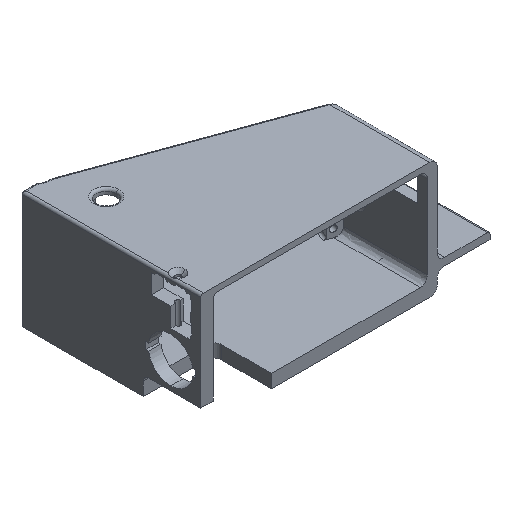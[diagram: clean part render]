
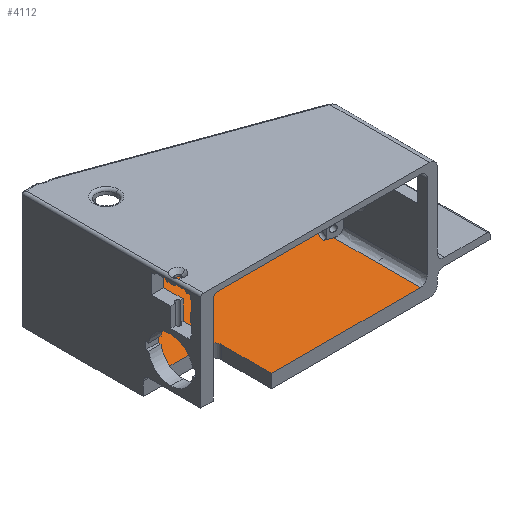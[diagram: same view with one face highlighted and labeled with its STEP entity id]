
A CAD part, isometric view. The second image highlights one B-rep face of the part: STEP entity #4112.
In plain terms, the highlighted planar face has unit normal (0, 0, 1).
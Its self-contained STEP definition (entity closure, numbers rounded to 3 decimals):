
#22 = ORIENTED_EDGE ( 'NONE', *, *, #3713, .F. ) ;
#94 = VERTEX_POINT ( 'NONE', #9334 ) ;
#98 = DIRECTION ( 'NONE',  ( 0.342, 0.94, 0. ) ) ;
#109 = EDGE_CURVE ( 'NONE', #10901, #13446, #5771, .T. ) ;
#217 = EDGE_CURVE ( 'NONE', #6517, #9021, #6206, .T. ) ;
#423 = VERTEX_POINT ( 'NONE', #13342 ) ;
#749 = VERTEX_POINT ( 'NONE', #4962 ) ;
#822 = ORIENTED_EDGE ( 'NONE', *, *, #5126, .T. ) ;
#1065 = ORIENTED_EDGE ( 'NONE', *, *, #109, .T. ) ;
#1071 = VECTOR ( 'NONE', #10780, 1000. ) ;
#1108 = EDGE_CURVE ( 'NONE', #9733, #8781, #6286, .T. ) ;
#1408 = ORIENTED_EDGE ( 'NONE', *, *, #217, .T. ) ;
#1531 = VECTOR ( 'NONE', #2334, 1000. ) ;
#1537 = FACE_OUTER_BOUND ( 'NONE', #2315, .T. ) ;
#2230 = EDGE_CURVE ( 'NONE', #749, #7666, #2306, .T. ) ;
#2306 = LINE ( 'NONE', #2523, #1071 ) ;
#2315 = EDGE_LOOP ( 'NONE', ( #11428, #6827, #3493, #9918, #13463, #4573, #4593, #1065, #822, #1408, #3510, #10382, #22, #3338, #6204 ) ) ;
#2334 = DIRECTION ( 'NONE',  ( -0.94, 0.342, 0. ) ) ;
#2523 = CARTESIAN_POINT ( 'NONE',  ( 0., 21.5, 5.35 ) ) ;
#2916 = CARTESIAN_POINT ( 'NONE',  ( 22.607, 62.113, 5.35 ) ) ;
#3001 = DIRECTION ( 'NONE',  ( 0., 0., -1. ) ) ;
#3338 = ORIENTED_EDGE ( 'NONE', *, *, #9428, .T. ) ;
#3385 = CARTESIAN_POINT ( 'NONE',  ( 15.545, 62.278, 5.35 ) ) ;
#3493 = ORIENTED_EDGE ( 'NONE', *, *, #2230, .F. ) ;
#3509 = EDGE_CURVE ( 'NONE', #3953, #749, #9371, .T. ) ;
#3510 = ORIENTED_EDGE ( 'NONE', *, *, #9790, .F. ) ;
#3713 = EDGE_CURVE ( 'NONE', #423, #9733, #9831, .T. ) ;
#3817 = VECTOR ( 'NONE', #10658, 1000. ) ;
#3938 = CIRCLE ( 'NONE', #11334, 4. ) ;
#3953 = VERTEX_POINT ( 'NONE', #4609 ) ;
#4112 = ADVANCED_FACE ( 'NONE', ( #1537 ), #8609, .F. ) ;
#4144 = VECTOR ( 'NONE', #9690, 1000. ) ;
#4205 = VECTOR ( 'NONE', #6438, 1000. ) ;
#4543 = EDGE_CURVE ( 'NONE', #14068, #7666, #13764, .T. ) ;
#4573 = ORIENTED_EDGE ( 'NONE', *, *, #7395, .F. ) ;
#4593 = ORIENTED_EDGE ( 'NONE', *, *, #7413, .T. ) ;
#4609 = CARTESIAN_POINT ( 'NONE',  ( 23.5, 18.5, 5.35 ) ) ;
#4857 = LINE ( 'NONE', #14024, #14128 ) ;
#4962 = CARTESIAN_POINT ( 'NONE',  ( 20.5, 21.5, 5.35 ) ) ;
#5000 = AXIS2_PLACEMENT_3D ( 'NONE', #14222, #6094, #7353 ) ;
#5082 = DIRECTION ( 'NONE',  ( -1., 0., 0. ) ) ;
#5126 = EDGE_CURVE ( 'NONE', #13446, #6517, #7310, .T. ) ;
#5476 = AXIS2_PLACEMENT_3D ( 'NONE', #10695, #9356, #6089 ) ;
#5645 = CARTESIAN_POINT ( 'NONE',  ( 83.384, 33.181, 5.35 ) ) ;
#5771 = LINE ( 'NONE', #13822, #1531 ) ;
#5881 = CARTESIAN_POINT ( 'NONE',  ( 83.384, -1.6, 5.35 ) ) ;
#6089 = DIRECTION ( 'NONE',  ( -1., 0., 0. ) ) ;
#6094 = DIRECTION ( 'NONE',  ( 0., 0., -1. ) ) ;
#6204 = ORIENTED_EDGE ( 'NONE', *, *, #10099, .T. ) ;
#6206 = LINE ( 'NONE', #2916, #4144 ) ;
#6286 = LINE ( 'NONE', #6560, #9589 ) ;
#6438 = DIRECTION ( 'NONE',  ( 0., -1., 0. ) ) ;
#6517 = VERTEX_POINT ( 'NONE', #14155 ) ;
#6560 = CARTESIAN_POINT ( 'NONE',  ( 21.834, 59.989, 5.35 ) ) ;
#6744 = DIRECTION ( 'NONE',  ( 0.342, 0.94, 0. ) ) ;
#6827 = ORIENTED_EDGE ( 'NONE', *, *, #4543, .T. ) ;
#6893 = CARTESIAN_POINT ( 'NONE',  ( 83.384, -1.6, 5.35 ) ) ;
#6991 = DIRECTION ( 'NONE',  ( -1., 0., 0. ) ) ;
#7188 = CARTESIAN_POINT ( 'NONE',  ( 15.545, 62.278, 5.35 ) ) ;
#7310 = LINE ( 'NONE', #8357, #3817 ) ;
#7353 = DIRECTION ( 'NONE',  ( -1., 0., 0. ) ) ;
#7395 = EDGE_CURVE ( 'NONE', #13504, #7779, #7888, .T. ) ;
#7413 = EDGE_CURVE ( 'NONE', #13504, #10901, #12509, .T. ) ;
#7469 = DIRECTION ( 'NONE',  ( -1., 0., 0. ) ) ;
#7608 = DIRECTION ( 'NONE',  ( 0.342, 0.94, 0. ) ) ;
#7666 = VERTEX_POINT ( 'NONE', #14448 ) ;
#7726 = AXIS2_PLACEMENT_3D ( 'NONE', #11792, #8438, #5082 ) ;
#7779 = VERTEX_POINT ( 'NONE', #13700 ) ;
#7888 = LINE ( 'NONE', #5881, #13014 ) ;
#8087 = LINE ( 'NONE', #3385, #12966 ) ;
#8232 = DIRECTION ( 'NONE',  ( 0., -1., 0. ) ) ;
#8357 = CARTESIAN_POINT ( 'NONE',  ( 80.284, 34.31, 5.35 ) ) ;
#8438 = DIRECTION ( 'NONE',  ( 0., 0., 1. ) ) ;
#8609 = PLANE ( 'NONE',  #5000 ) ;
#8711 = DIRECTION ( 'NONE',  ( 0.94, -0.342, 0. ) ) ;
#8742 = VECTOR ( 'NONE', #10419, 1000. ) ;
#8781 = VERTEX_POINT ( 'NONE', #7188 ) ;
#8815 = VECTOR ( 'NONE', #8232, 1000. ) ;
#9021 = VERTEX_POINT ( 'NONE', #11437 ) ;
#9157 = CARTESIAN_POINT ( 'NONE',  ( 83.384, -18.819, 5.35 ) ) ;
#9334 = CARTESIAN_POINT ( 'NONE',  ( 7.188, 48.967, 5.35 ) ) ;
#9356 = DIRECTION ( 'NONE',  ( 0., 0., -1. ) ) ;
#9371 = CIRCLE ( 'NONE', #7726, 3. ) ;
#9428 = EDGE_CURVE ( 'NONE', #423, #12324, #13811, .T. ) ;
#9589 = VECTOR ( 'NONE', #8711, 1000. ) ;
#9690 = DIRECTION ( 'NONE',  ( -0.94, 0.342, 0. ) ) ;
#9733 = VERTEX_POINT ( 'NONE', #13457 ) ;
#9767 = LINE ( 'NONE', #10899, #4205 ) ;
#9790 = EDGE_CURVE ( 'NONE', #8781, #9021, #8087, .T. ) ;
#9831 = LINE ( 'NONE', #14406, #10799 ) ;
#9918 = ORIENTED_EDGE ( 'NONE', *, *, #3509, .F. ) ;
#10099 = EDGE_CURVE ( 'NONE', #12324, #94, #3938, .T. ) ;
#10382 = ORIENTED_EDGE ( 'NONE', *, *, #1108, .F. ) ;
#10419 = DIRECTION ( 'NONE',  ( 0., 1., 0. ) ) ;
#10658 = DIRECTION ( 'NONE',  ( 0.342, 0.94, 0. ) ) ;
#10695 = CARTESIAN_POINT ( 'NONE',  ( 10.2, 51.6, 5.35 ) ) ;
#10780 = DIRECTION ( 'NONE',  ( -1., 0., 0. ) ) ;
#10799 = VECTOR ( 'NONE', #7608, 1000. ) ;
#10899 = CARTESIAN_POINT ( 'NONE',  ( 23.5, 0., 5.35 ) ) ;
#10901 = VERTEX_POINT ( 'NONE', #5645 ) ;
#11334 = AXIS2_PLACEMENT_3D ( 'NONE', #13199, #3001, #7469 ) ;
#11420 = CARTESIAN_POINT ( 'NONE',  ( 2., 34.713, 5.35 ) ) ;
#11428 = ORIENTED_EDGE ( 'NONE', *, *, #14065, .F. ) ;
#11437 = CARTESIAN_POINT ( 'NONE',  ( 16.318, 64.402, 5.35 ) ) ;
#11792 = CARTESIAN_POINT ( 'NONE',  ( 20.5, 18.5, 5.35 ) ) ;
#12324 = VERTEX_POINT ( 'NONE', #14493 ) ;
#12333 = EDGE_CURVE ( 'NONE', #3953, #7779, #9767, .T. ) ;
#12509 = LINE ( 'NONE', #9157, #8742 ) ;
#12556 = CARTESIAN_POINT ( 'NONE',  ( 80.284, 34.31, 5.35 ) ) ;
#12966 = VECTOR ( 'NONE', #6744, 1000. ) ;
#13014 = VECTOR ( 'NONE', #6991, 1000. ) ;
#13199 = CARTESIAN_POINT ( 'NONE',  ( 10.2, 51.6, 5.35 ) ) ;
#13342 = CARTESIAN_POINT ( 'NONE',  ( 9.585, 55.552, 5.35 ) ) ;
#13446 = VERTEX_POINT ( 'NONE', #12556 ) ;
#13457 = CARTESIAN_POINT ( 'NONE',  ( 12.444, 63.407, 5.35 ) ) ;
#13463 = ORIENTED_EDGE ( 'NONE', *, *, #12333, .T. ) ;
#13504 = VERTEX_POINT ( 'NONE', #6893 ) ;
#13700 = CARTESIAN_POINT ( 'NONE',  ( 23.5, -1.6, 5.35 ) ) ;
#13764 = LINE ( 'NONE', #14042, #8815 ) ;
#13811 = CIRCLE ( 'NONE', #5476, 4. ) ;
#13822 = CARTESIAN_POINT ( 'NONE',  ( 20.418, 56.099, 5.35 ) ) ;
#14024 = CARTESIAN_POINT ( 'NONE',  ( -9.39, 3.418, 5.35 ) ) ;
#14042 = CARTESIAN_POINT ( 'NONE',  ( 2., 21.5, 5.35 ) ) ;
#14065 = EDGE_CURVE ( 'NONE', #14068, #94, #4857, .T. ) ;
#14068 = VERTEX_POINT ( 'NONE', #11420 ) ;
#14128 = VECTOR ( 'NONE', #98, 1000. ) ;
#14155 = CARTESIAN_POINT ( 'NONE',  ( 82.473, 40.324, 5.35 ) ) ;
#14222 = CARTESIAN_POINT ( 'NONE',  ( 0., 0., 5.35 ) ) ;
#14406 = CARTESIAN_POINT ( 'NONE',  ( -9.39, 3.418, 5.35 ) ) ;
#14448 = CARTESIAN_POINT ( 'NONE',  ( 2., 21.5, 5.35 ) ) ;
#14493 = CARTESIAN_POINT ( 'NONE',  ( 14.2, 51.6, 5.35 ) ) ;
